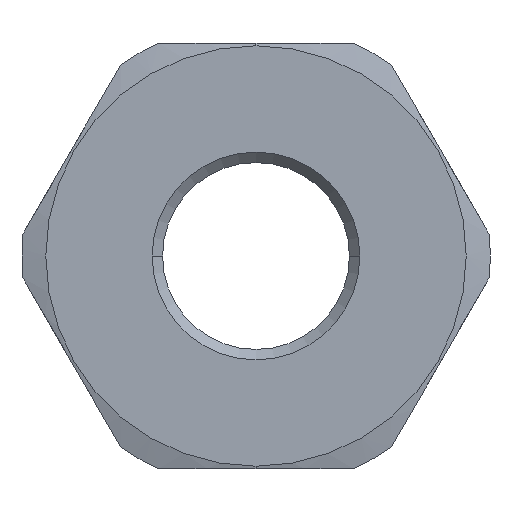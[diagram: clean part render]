
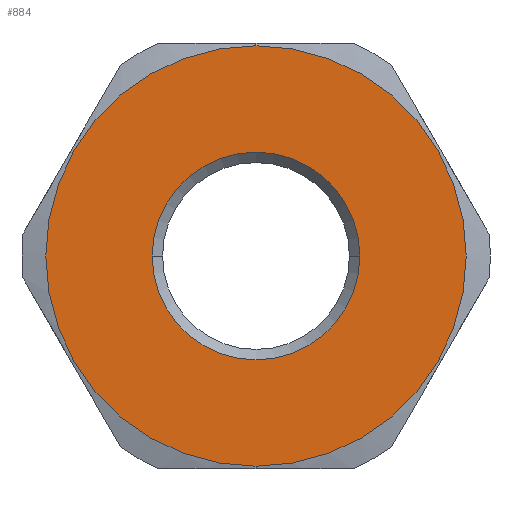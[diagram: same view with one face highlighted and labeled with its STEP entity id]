
A CAD part, left-side view. The second image highlights one B-rep face of the part: STEP entity #884.
In plain terms, the highlighted planar face has unit normal (-1, 0, 0).
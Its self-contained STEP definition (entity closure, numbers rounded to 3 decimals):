
#9 = DIRECTION ( 'NONE',  ( 0., 0., 1. ) ) ;
#73 = CARTESIAN_POINT ( 'NONE',  ( 0., 0., 0. ) ) ;
#94 = EDGE_CURVE ( 'NONE', #963, #638, #198, .T. ) ;
#96 = EDGE_CURVE ( 'NONE', #638, #963, #695, .T. ) ;
#112 = EDGE_LOOP ( 'NONE', ( #580, #872 ) ) ;
#118 = EDGE_CURVE ( 'NONE', #916, #800, #490, .T. ) ;
#143 = DIRECTION ( 'NONE',  ( 0., 0., -1. ) ) ;
#160 = DIRECTION ( 'NONE',  ( 1., 0., 0. ) ) ;
#198 = CIRCLE ( 'NONE', #573, 20.25 ) ;
#230 = CARTESIAN_POINT ( 'NONE',  ( 0., 0., 0. ) ) ;
#252 = ORIENTED_EDGE ( 'NONE', *, *, #94, .T. ) ;
#275 = DIRECTION ( 'NONE',  ( 0., 0., -1. ) ) ;
#310 = DIRECTION ( 'NONE',  ( 0., 0., 1. ) ) ;
#327 = EDGE_CURVE ( 'NONE', #800, #916, #901, .T. ) ;
#357 = CARTESIAN_POINT ( 'NONE',  ( 0., 10., 0. ) ) ;
#437 = CARTESIAN_POINT ( 'NONE',  ( 0., 0., 20.25 ) ) ;
#446 = CARTESIAN_POINT ( 'NONE',  ( 0., -10., 0. ) ) ;
#490 = CIRCLE ( 'NONE', #604, 10. ) ;
#498 = DIRECTION ( 'NONE',  ( -1., 0., 0. ) ) ;
#530 = AXIS2_PLACEMENT_3D ( 'NONE', #1020, #801, #275 ) ;
#542 = FACE_OUTER_BOUND ( 'NONE', #825, .T. ) ;
#573 = AXIS2_PLACEMENT_3D ( 'NONE', #230, #835, #310 ) ;
#576 = AXIS2_PLACEMENT_3D ( 'NONE', #987, #498, #9 ) ;
#580 = ORIENTED_EDGE ( 'NONE', *, *, #327, .T. ) ;
#604 = AXIS2_PLACEMENT_3D ( 'NONE', #673, #160, #761 ) ;
#638 = VERTEX_POINT ( 'NONE', #437 ) ;
#653 = DIRECTION ( 'NONE',  ( 1., 0., 0. ) ) ;
#673 = CARTESIAN_POINT ( 'NONE',  ( 0., 0., 0. ) ) ;
#683 = ORIENTED_EDGE ( 'NONE', *, *, #96, .T. ) ;
#695 = CIRCLE ( 'NONE', #576, 20.25 ) ;
#717 = PLANE ( 'NONE',  #530 ) ;
#719 = CARTESIAN_POINT ( 'NONE',  ( 0., 0., -20.25 ) ) ;
#740 = AXIS2_PLACEMENT_3D ( 'NONE', #73, #653, #143 ) ;
#761 = DIRECTION ( 'NONE',  ( 0., 0., -1. ) ) ;
#800 = VERTEX_POINT ( 'NONE', #446 ) ;
#801 = DIRECTION ( 'NONE',  ( 1., 0., 0. ) ) ;
#825 = EDGE_LOOP ( 'NONE', ( #252, #683 ) ) ;
#835 = DIRECTION ( 'NONE',  ( -1., 0., 0. ) ) ;
#872 = ORIENTED_EDGE ( 'NONE', *, *, #118, .T. ) ;
#884 = ADVANCED_FACE ( 'NONE', ( #973, #542 ), #717, .F. ) ;
#901 = CIRCLE ( 'NONE', #740, 10. ) ;
#916 = VERTEX_POINT ( 'NONE', #357 ) ;
#963 = VERTEX_POINT ( 'NONE', #719 ) ;
#973 = FACE_BOUND ( 'NONE', #112, .T. ) ;
#987 = CARTESIAN_POINT ( 'NONE',  ( 0., 0., 0. ) ) ;
#1020 = CARTESIAN_POINT ( 'NONE',  ( 0., 0., 0. ) ) ;
